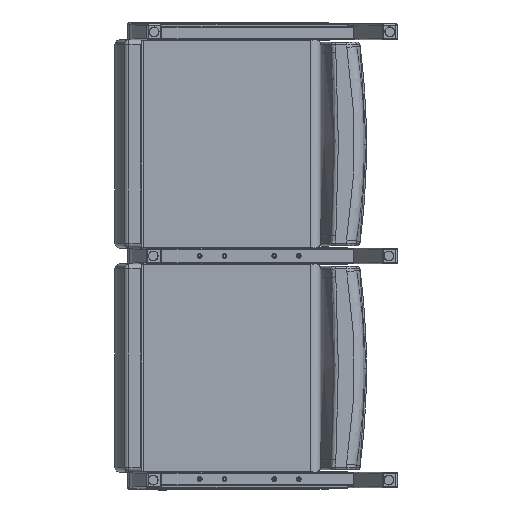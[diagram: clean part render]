
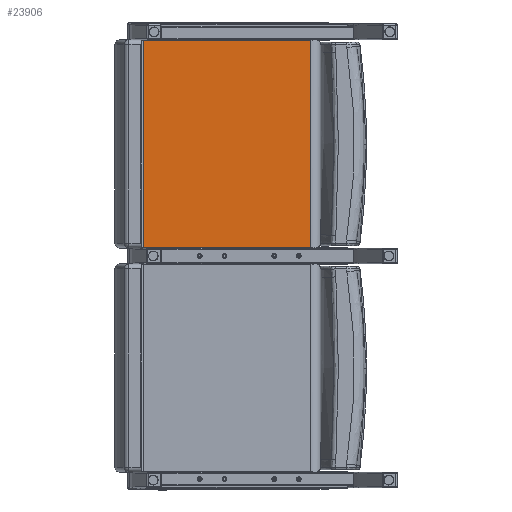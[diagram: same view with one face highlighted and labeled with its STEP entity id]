
A CAD part, front view. The second image highlights one B-rep face of the part: STEP entity #23906.
In plain terms, the highlighted face is planar.
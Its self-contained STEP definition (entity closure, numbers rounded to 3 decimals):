
#2841=PLANE('',#26182);
#3938=LINE('',#57997,#5467);
#3954=LINE('',#58131,#5483);
#3960=LINE('',#58218,#5489);
#3961=LINE('',#58220,#5490);
#5467=VECTOR('',#30727,0.394);
#5483=VECTOR('',#30803,0.394);
#5489=VECTOR('',#30865,0.394);
#5490=VECTOR('',#30868,0.394);
#7408=FACE_OUTER_BOUND('',#9048,.T.);
#9048=EDGE_LOOP('',(#19409,#19410,#19411,#19412));
#12168=VERTEX_POINT('',#57985);
#12169=VERTEX_POINT('',#57996);
#12193=VERTEX_POINT('',#58119);
#12194=VERTEX_POINT('',#58130);
#14714=EDGE_CURVE('',#12168,#12169,#3938,.T.);
#14753=EDGE_CURVE('',#12193,#12194,#3954,.T.);
#14778=EDGE_CURVE('',#12193,#12169,#3960,.T.);
#14779=EDGE_CURVE('',#12194,#12168,#3961,.T.);
#19409=ORIENTED_EDGE('',*,*,#14714,.F.);
#19410=ORIENTED_EDGE('',*,*,#14779,.F.);
#19411=ORIENTED_EDGE('',*,*,#14753,.F.);
#19412=ORIENTED_EDGE('',*,*,#14778,.T.);
#23906=ADVANCED_FACE('',(#7408),#2841,.T.);
#26182=AXIS2_PLACEMENT_3D('',#58219,#30866,#30867);
#30727=DIRECTION('',(1.,0.,0.));
#30803=DIRECTION('',(-1.,0.,0.));
#30865=DIRECTION('',(0.,0.,1.));
#30866=DIRECTION('center_axis',(0.,-1.,0.));
#30867=DIRECTION('ref_axis',(1.,0.,0.));
#30868=DIRECTION('',(0.,0.,1.));
#57985=CARTESIAN_POINT('',(-12.083,0.797,20.966));
#57996=CARTESIAN_POINT('',(4.791,0.797,20.966));
#57997=CARTESIAN_POINT('',(-9.146,0.797,20.966));
#58119=CARTESIAN_POINT('',(4.791,0.797,0.034));
#58130=CARTESIAN_POINT('',(-12.083,0.797,0.034));
#58131=CARTESIAN_POINT('',(-9.146,0.797,0.034));
#58218=CARTESIAN_POINT('',(4.791,0.797,0.));
#58219=CARTESIAN_POINT('Origin',(-12.083,0.797,0.));
#58220=CARTESIAN_POINT('',(-12.083,0.797,0.));
